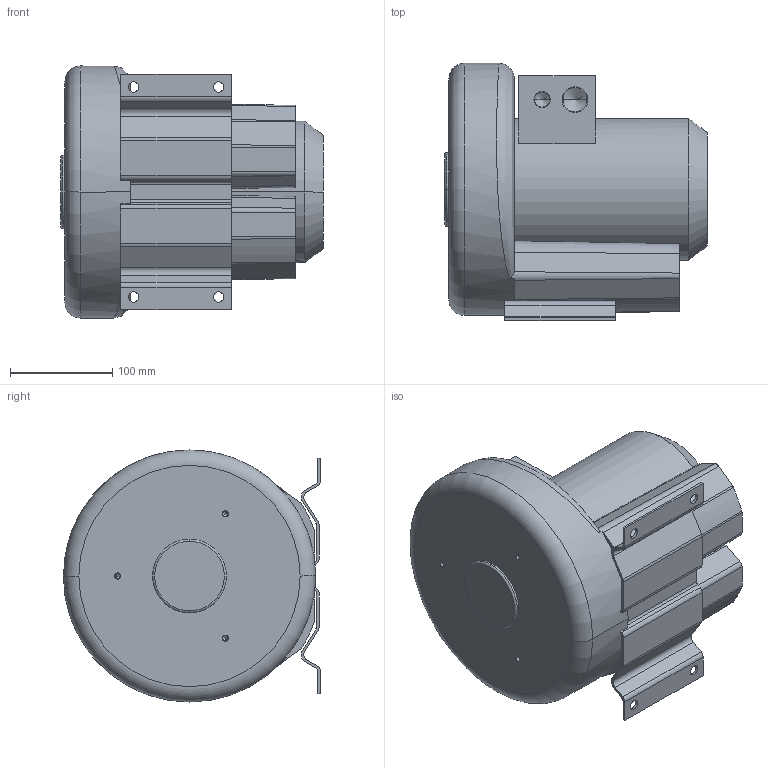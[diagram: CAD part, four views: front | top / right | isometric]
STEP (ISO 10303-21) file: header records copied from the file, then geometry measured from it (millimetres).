
FILE_DESCRIPTION((''),'2;1');
FILE_NAME('MD-000262','2010-12-15T',('rnennstiel'),('vacuvane vacuum technology gmbh'),'PRO/ENGINEER BY PARAMETRIC TECHNOLOGY CORPORATION, 2010140','PRO/ENGINEER BY PARAMETRIC TECHNOLOGY CORPORATION, 2010140','');
FILE_SCHEMA(('AUTOMOTIVE_DESIGN_CC2 { 1 2 10303 214 -1 1 5 2 }'));
Length unit declared in the file: millimetre
Products named in the file (1): MD-000262
Bounding box: 256 x 250.9 x 246 mm (x, y, z)
Volume: 6945436.4 mm3; surface area: 427540.8 mm2
Topology: 1 solids, 16 shells, 923 faces, 2543 edges, 1676 vertices
Faces by surface type: extrusion 414, plane 315, cylinder 140, cone 48, torus 4, bspline 2
Entity records: 33578 total; most frequent: CARTESIAN_POINT 11376, ORIENTED_EDGE 4966, DIRECTION 3397, EDGE_CURVE 2513, VERTEX_POINT 1676, VECTOR 1593, B_SPLINE_CURVE_WITH_KNOTS 1354, LINE 1179
